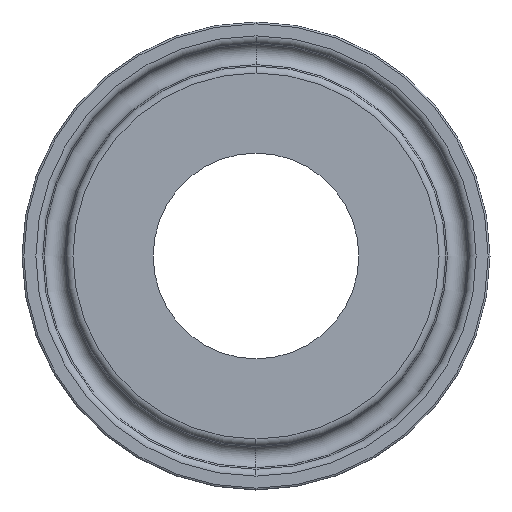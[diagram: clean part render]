
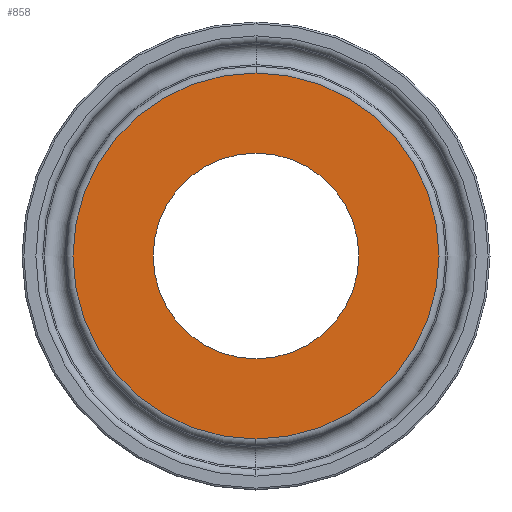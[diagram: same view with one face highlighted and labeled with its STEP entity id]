
A CAD part, left-side view. The second image highlights one B-rep face of the part: STEP entity #858.
In plain terms, the highlighted planar face has unit normal (-1, 0, 0).
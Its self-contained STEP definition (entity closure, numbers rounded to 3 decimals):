
#91 = ORIENTED_EDGE ( 'NONE', *, *, #1124, .T. ) ;
#99 = DIRECTION ( 'NONE',  ( 0., 0., 1. ) ) ;
#104 = DIRECTION ( 'NONE',  ( 0., 0., -1. ) ) ;
#170 = CIRCLE ( 'NONE', #1221, 19.747 ) ;
#176 = DIRECTION ( 'NONE',  ( -1., 0., 0. ) ) ;
#235 = AXIS2_PLACEMENT_3D ( 'NONE', #783, #594, #104 ) ;
#241 = ORIENTED_EDGE ( 'NONE', *, *, #420, .F. ) ;
#253 = CARTESIAN_POINT ( 'NONE',  ( 0., 0., -11.1 ) ) ;
#261 = EDGE_CURVE ( 'NONE', #764, #825, #926, .T. ) ;
#282 = ORIENTED_EDGE ( 'NONE', *, *, #387, .T. ) ;
#298 = AXIS2_PLACEMENT_3D ( 'NONE', #931, #761, #1034 ) ;
#307 = ORIENTED_EDGE ( 'NONE', *, *, #261, .F. ) ;
#387 = EDGE_CURVE ( 'NONE', #1041, #758, #170, .T. ) ;
#420 = EDGE_CURVE ( 'NONE', #825, #764, #635, .T. ) ;
#449 = DIRECTION ( 'NONE',  ( -1., 0., 0. ) ) ;
#496 = CARTESIAN_POINT ( 'NONE',  ( 0., 0., 0. ) ) ;
#587 = PLANE ( 'NONE',  #235 ) ;
#594 = DIRECTION ( 'NONE',  ( 1., 0., 0. ) ) ;
#635 = CIRCLE ( 'NONE', #867, 11.1 ) ;
#687 = EDGE_LOOP ( 'NONE', ( #307, #241 ) ) ;
#700 = DIRECTION ( 'NONE',  ( -1., 0., 0. ) ) ;
#707 = CARTESIAN_POINT ( 'NONE',  ( 0., 0., 0. ) ) ;
#733 = DIRECTION ( 'NONE',  ( 0., 0., 1. ) ) ;
#758 = VERTEX_POINT ( 'NONE', #1164 ) ;
#761 = DIRECTION ( 'NONE',  ( -1., 0., 0. ) ) ;
#764 = VERTEX_POINT ( 'NONE', #991 ) ;
#783 = CARTESIAN_POINT ( 'NONE',  ( 0., 11.1, 0. ) ) ;
#825 = VERTEX_POINT ( 'NONE', #253 ) ;
#835 = EDGE_LOOP ( 'NONE', ( #282, #91 ) ) ;
#858 = ADVANCED_FACE ( 'NONE', ( #875, #1067 ), #587, .F. ) ;
#867 = AXIS2_PLACEMENT_3D ( 'NONE', #496, #176, #99 ) ;
#875 = FACE_BOUND ( 'NONE', #687, .T. ) ;
#884 = AXIS2_PLACEMENT_3D ( 'NONE', #1198, #449, #733 ) ;
#926 = CIRCLE ( 'NONE', #884, 11.1 ) ;
#931 = CARTESIAN_POINT ( 'NONE',  ( 0., 0., 0. ) ) ;
#991 = CARTESIAN_POINT ( 'NONE',  ( 0., 0., 11.1 ) ) ;
#998 = CARTESIAN_POINT ( 'NONE',  ( 0., 0., 19.747 ) ) ;
#1034 = DIRECTION ( 'NONE',  ( 0., 0., 1. ) ) ;
#1041 = VERTEX_POINT ( 'NONE', #998 ) ;
#1042 = CIRCLE ( 'NONE', #298, 19.747 ) ;
#1067 = FACE_OUTER_BOUND ( 'NONE', #835, .T. ) ;
#1124 = EDGE_CURVE ( 'NONE', #758, #1041, #1042, .T. ) ;
#1164 = CARTESIAN_POINT ( 'NONE',  ( 0., 0., -19.747 ) ) ;
#1172 = DIRECTION ( 'NONE',  ( 0., 0., 1. ) ) ;
#1198 = CARTESIAN_POINT ( 'NONE',  ( 0., 0., 0. ) ) ;
#1221 = AXIS2_PLACEMENT_3D ( 'NONE', #707, #700, #1172 ) ;
